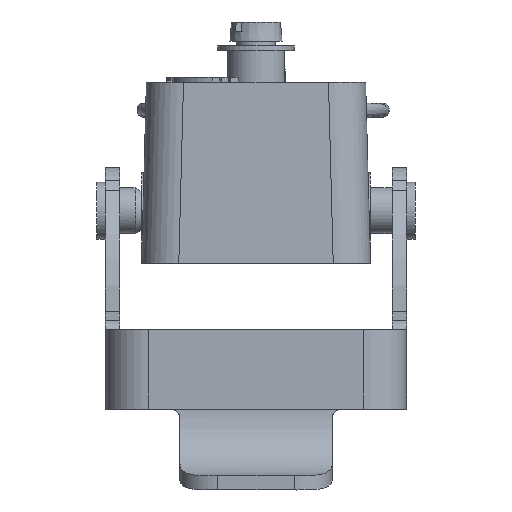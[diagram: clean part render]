
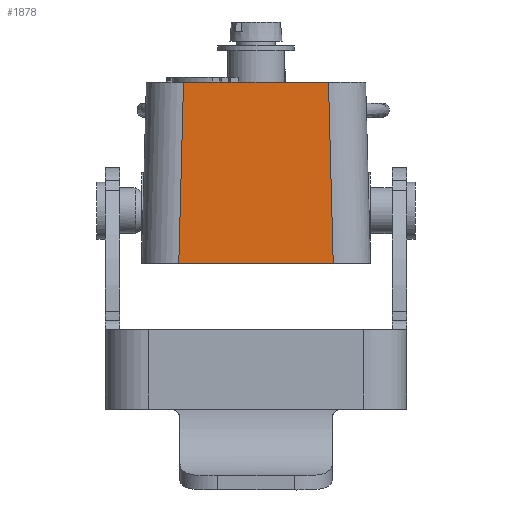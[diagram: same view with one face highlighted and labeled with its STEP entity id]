
A CAD part, left-side view. The second image highlights one B-rep face of the part: STEP entity #1878.
In plain terms, the highlighted planar face has unit normal (-1, 0, 0.026).
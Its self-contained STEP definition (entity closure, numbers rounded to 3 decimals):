
#1621=FACE_OUTER_BOUND('',#3304,.T.);
#1878=ADVANCED_FACE('',(#1621),#2126,.T.);
#2126=PLANE('',#6187);
#2333=LINE('',#7836,#2780);
#2386=LINE('',#7983,#2833);
#2402=LINE('',#8028,#2849);
#2403=LINE('',#8029,#2850);
#2780=VECTOR('',#6569,1.);
#2833=VECTOR('',#6660,1.);
#2849=VECTOR('',#6698,1.);
#2850=VECTOR('',#6699,1.);
#3304=EDGE_LOOP('',(#3748,#3749,#3750,#3751));
#3748=ORIENTED_EDGE('',*,*,#5332,.T.);
#3749=ORIENTED_EDGE('',*,*,#5248,.F.);
#3750=ORIENTED_EDGE('',*,*,#5333,.T.);
#3751=ORIENTED_EDGE('',*,*,#5308,.T.);
#4842=VERTEX_POINT('',#7835);
#4843=VERTEX_POINT('',#7837);
#4894=VERTEX_POINT('',#7984);
#4895=VERTEX_POINT('',#7985);
#5248=EDGE_CURVE('',#4842,#4843,#2333,.T.);
#5308=EDGE_CURVE('',#4894,#4895,#2386,.T.);
#5332=EDGE_CURVE('',#4895,#4843,#2402,.T.);
#5333=EDGE_CURVE('',#4842,#4894,#2403,.T.);
#6187=AXIS2_PLACEMENT_3D('',#8030,#6700,#6701);
#6569=DIRECTION('',(0.,-1.,0.));
#6660=DIRECTION('',(0.,-1.,0.));
#6698=DIRECTION('',(0.026,0.026,0.999));
#6699=DIRECTION('',(-0.026,0.026,-0.999));
#6700=DIRECTION('',(-1.,0.,0.026));
#6701=DIRECTION('',(0.026,0.,1.));
#7835=CARTESIAN_POINT('',(39.89,-67.291,-17.49));
#7836=CARTESIAN_POINT('',(39.89,-62.894,-17.49));
#7837=CARTESIAN_POINT('',(39.89,-82.498,-17.49));
#7983=CARTESIAN_POINT('',(39.393,-62.894,-36.49));
#7984=CARTESIAN_POINT('',(39.393,-66.793,-36.49));
#7985=CARTESIAN_POINT('',(39.393,-82.996,-36.49));
#8028=CARTESIAN_POINT('',(39.407,-82.982,-35.964));
#8029=CARTESIAN_POINT('',(39.39,-66.79,-36.592));
#8030=CARTESIAN_POINT('',(39.393,-62.894,-36.49));
